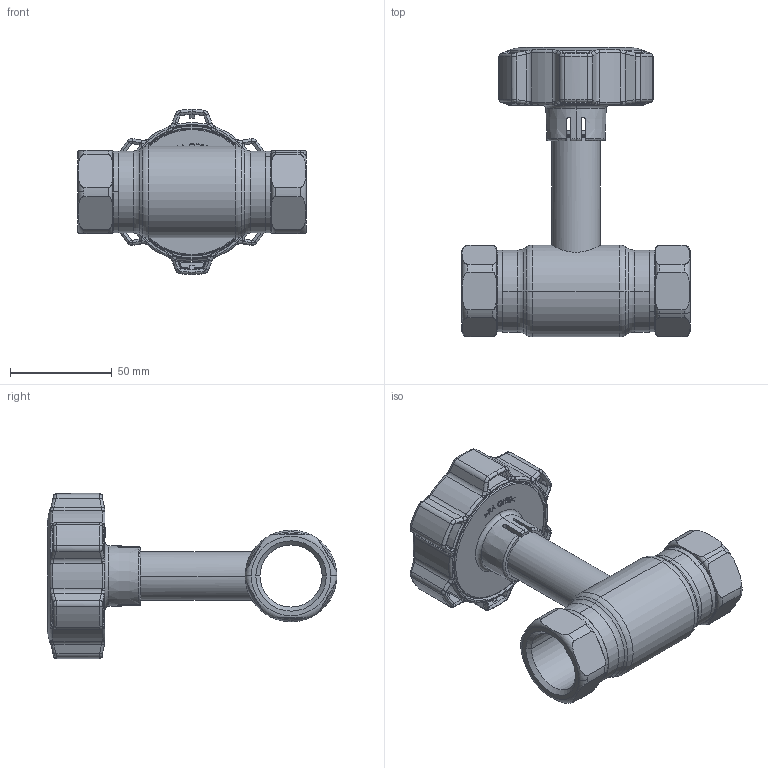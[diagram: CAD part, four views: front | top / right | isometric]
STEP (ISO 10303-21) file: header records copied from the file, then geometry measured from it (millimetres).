
FILE_DESCRIPTION (( 'STEP AP214' ), '1' );
FILE_NAME ('1025002031-2201.step', '2023-09-12T11:25:59', ( '' ), ( '' ), 'SwSTEP 2.0', 'SolidWorks 2021', '' );
FILE_SCHEMA (( 'AUTOMOTIVE_DESIGN' ));
Length unit declared in the file: millimetre
Products named in the file (1): 1025002031-2201
Bounding box: 112 x 142.2 x 81 mm (x, y, z)
Surface area: 52984.5 mm2 (no closed solid volume)
Topology: 0 solids, 13 shells, 611 faces, 1738 edges, 1112 vertices
Faces by surface type: bspline 195, cylinder 155, plane 120, torus 73, cone 67, sphere 1
Entity records: 37594 total; most frequent: CARTESIAN_POINT 16957, ORIENTED_EDGE 3098, DIRECTION 2386, EDGE_CURVE 1738, VERTEX_POINT 1112, AXIS2_PLACEMENT_3D 941, B_SPLINE_CURVE_WITH_KNOTS 662, EDGE_LOOP 642
